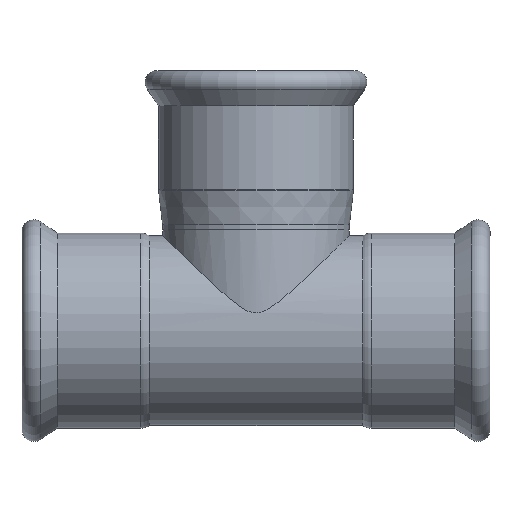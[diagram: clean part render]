
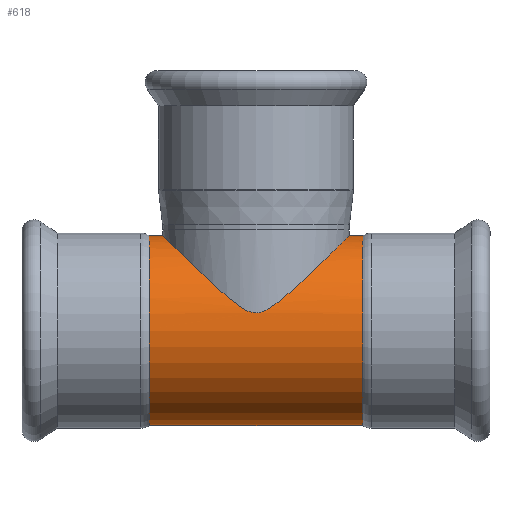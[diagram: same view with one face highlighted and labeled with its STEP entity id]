
A CAD part, front view. The second image highlights one B-rep face of the part: STEP entity #618.
In plain terms, the highlighted cylindrical face has radius 28 mm (diameter 56 mm), a full revolution.
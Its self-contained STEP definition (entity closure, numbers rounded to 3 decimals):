
#106=FACE_BOUND($,#206,.T.);
#107=FACE_BOUND($,#207,.T.);
#108=FACE_BOUND($,#208,.T.);
#155=B_SPLINE_CURVE_WITH_KNOTS($,3,(#1098,#1099,#1100,#1101,#1102,#1103,
#1104,#1105,#1106,#1107,#1108,#1109,#1110,#1111,#1112,#1113,#1114,#1115,
#1116,#1117,#1118,#1119,#1120,#1121,#1122,#1123,#1124,#1125,#1126,#1127,
#1128,#1129,#1130,#1131,#1132,#1133,#1134,#1135,#1136,#1137,#1138,#1139,
#1140,#1141,#1142,#1143,#1144,#1145,#1146,#1147,#1148,#1149,#1150,#1151,
#1152,#1153,#1154,#1155,#1156,#1157,#1158,#1159,#1160,#1161,#1162,#1163,
#1164,#1165,#1166,#1167,#1168,#1169,#1170,#1171,#1172,#1173,#1174,#1175,
#1176,#1177,#1178,#1179),.UNSPECIFIED.,.T.,.F.,(4,2,2,2,2,2,2,2,2,2,2,2,
2,2,2,2,2,2,2,2,2,2,2,2,2,2,2,2,2,2,2,2,2,2,2,2,2,2,2,2,4),(0.,0.174,
0.347,0.694,1.388,2.082,2.776,
3.343,3.909,4.476,5.042,5.609,
6.175,6.742,7.308,8.002,8.696,
9.39,9.737,9.911,10.084,10.258,
10.431,10.778,11.472,12.166,12.86,
13.427,13.993,14.56,15.126,15.693,
16.259,16.826,17.392,18.086,18.78,
19.474,19.821,19.995,20.168),
 .UNSPECIFIED.);
#206=EDGE_LOOP($,(#472));
#207=EDGE_LOOP($,(#473));
#208=EDGE_LOOP($,(#474));
#300=CIRCLE($,#678,28.);
#301=CIRCLE($,#679,28.);
#349=VERTEX_POINT($,#1097);
#350=VERTEX_POINT($,#1180);
#351=VERTEX_POINT($,#1182);
#406=EDGE_CURVE($,#349,#349,#155,.T.);
#407=EDGE_CURVE($,#350,#350,#300,.T.);
#408=EDGE_CURVE($,#351,#351,#301,.T.);
#472=ORIENTED_EDGE($,*,*,#406,.T.);
#473=ORIENTED_EDGE($,*,*,#407,.F.);
#474=ORIENTED_EDGE($,*,*,#408,.T.);
#603=CYLINDRICAL_SURFACE($,#677,28.);
#618=ADVANCED_FACE($,(#106,#107,#108),#603,.T.);
#677=AXIS2_PLACEMENT_3D($,#1096,#787,#788);
#678=AXIS2_PLACEMENT_3D($,#1181,#789,#790);
#679=AXIS2_PLACEMENT_3D($,#1183,#791,#792);
#787=DIRECTION('center_axis',(1.,0.,0.));
#788=DIRECTION('ref_axis',(0.,1.,0.));
#789=DIRECTION('center_axis',(1.,0.,0.));
#790=DIRECTION('ref_axis',(0.,1.,0.));
#791=DIRECTION('center_axis',(1.,0.,0.));
#792=DIRECTION('ref_axis',(0.,1.,0.));
#1096=CARTESIAN_POINT('Origin',(0.,0.,0.));
#1097=CARTESIAN_POINT('',(0.,27.5,5.268));
#1098=CARTESIAN_POINT('Ctrl Pts',(0.,27.5,5.268));
#1099=CARTESIAN_POINT('Ctrl Pts',(0.578,27.5,5.268));
#1100=CARTESIAN_POINT('Ctrl Pts',(1.098,27.482,5.361));
#1101=CARTESIAN_POINT('Ctrl Pts',(2.073,27.426,5.642));
#1102=CARTESIAN_POINT('Ctrl Pts',(2.527,27.387,5.83));
#1103=CARTESIAN_POINT('Ctrl Pts',(3.845,27.244,6.477));
#1104=CARTESIAN_POINT('Ctrl Pts',(4.66,27.115,7.011));
#1105=CARTESIAN_POINT('Ctrl Pts',(7.104,26.619,8.772));
#1106=CARTESIAN_POINT('Ctrl Pts',(8.694,26.148,10.139));
#1107=CARTESIAN_POINT('Ctrl Pts',(11.921,24.843,13.013));
#1108=CARTESIAN_POINT('Ctrl Pts',(13.529,24.013,14.509));
#1109=CARTESIAN_POINT('Ctrl Pts',(16.616,21.99,17.424));
#1110=CARTESIAN_POINT('Ctrl Pts',(18.094,20.797,18.842));
#1111=CARTESIAN_POINT('Ctrl Pts',(20.548,18.343,21.211));
#1112=CARTESIAN_POINT('Ctrl Pts',(21.628,17.072,22.26));
#1113=CARTESIAN_POINT('Ctrl Pts',(23.595,14.23,24.175));
#1114=CARTESIAN_POINT('Ctrl Pts',(24.482,12.658,25.042));
#1115=CARTESIAN_POINT('Ctrl Pts',(25.947,9.295,26.476));
#1116=CARTESIAN_POINT('Ctrl Pts',(26.526,7.498,27.044));
#1117=CARTESIAN_POINT('Ctrl Pts',(27.303,3.795,27.806));
#1118=CARTESIAN_POINT('Ctrl Pts',(27.5,1.888,28.));
#1119=CARTESIAN_POINT('Ctrl Pts',(27.5,-1.888,28.));
#1120=CARTESIAN_POINT('Ctrl Pts',(27.303,-3.795,27.806));
#1121=CARTESIAN_POINT('Ctrl Pts',(26.526,-7.498,27.044));
#1122=CARTESIAN_POINT('Ctrl Pts',(25.947,-9.295,26.476));
#1123=CARTESIAN_POINT('Ctrl Pts',(24.482,-12.658,25.042));
#1124=CARTESIAN_POINT('Ctrl Pts',(23.595,-14.23,24.175));
#1125=CARTESIAN_POINT('Ctrl Pts',(21.628,-17.072,22.26));
#1126=CARTESIAN_POINT('Ctrl Pts',(20.548,-18.343,21.211));
#1127=CARTESIAN_POINT('Ctrl Pts',(18.094,-20.797,18.842));
#1128=CARTESIAN_POINT('Ctrl Pts',(16.616,-21.99,17.424));
#1129=CARTESIAN_POINT('Ctrl Pts',(13.529,-24.013,14.509));
#1130=CARTESIAN_POINT('Ctrl Pts',(11.921,-24.843,13.013));
#1131=CARTESIAN_POINT('Ctrl Pts',(8.694,-26.148,10.139));
#1132=CARTESIAN_POINT('Ctrl Pts',(7.104,-26.619,8.772));
#1133=CARTESIAN_POINT('Ctrl Pts',(4.66,-27.115,7.011));
#1134=CARTESIAN_POINT('Ctrl Pts',(3.845,-27.244,6.477));
#1135=CARTESIAN_POINT('Ctrl Pts',(2.527,-27.387,5.83));
#1136=CARTESIAN_POINT('Ctrl Pts',(2.073,-27.426,5.642));
#1137=CARTESIAN_POINT('Ctrl Pts',(1.098,-27.482,5.361));
#1138=CARTESIAN_POINT('Ctrl Pts',(0.578,-27.5,5.268));
#1139=CARTESIAN_POINT('Ctrl Pts',(-0.578,-27.5,5.268));
#1140=CARTESIAN_POINT('Ctrl Pts',(-1.098,-27.482,5.361));
#1141=CARTESIAN_POINT('Ctrl Pts',(-2.073,-27.426,5.642));
#1142=CARTESIAN_POINT('Ctrl Pts',(-2.527,-27.387,5.83));
#1143=CARTESIAN_POINT('Ctrl Pts',(-3.845,-27.244,6.477));
#1144=CARTESIAN_POINT('Ctrl Pts',(-4.66,-27.115,7.011));
#1145=CARTESIAN_POINT('Ctrl Pts',(-7.104,-26.619,8.772));
#1146=CARTESIAN_POINT('Ctrl Pts',(-8.694,-26.148,10.139));
#1147=CARTESIAN_POINT('Ctrl Pts',(-11.921,-24.843,13.013));
#1148=CARTESIAN_POINT('Ctrl Pts',(-13.529,-24.013,14.509));
#1149=CARTESIAN_POINT('Ctrl Pts',(-16.616,-21.99,17.424));
#1150=CARTESIAN_POINT('Ctrl Pts',(-18.094,-20.797,18.842));
#1151=CARTESIAN_POINT('Ctrl Pts',(-20.548,-18.343,21.211));
#1152=CARTESIAN_POINT('Ctrl Pts',(-21.628,-17.072,22.26));
#1153=CARTESIAN_POINT('Ctrl Pts',(-23.595,-14.23,24.175));
#1154=CARTESIAN_POINT('Ctrl Pts',(-24.482,-12.658,25.042));
#1155=CARTESIAN_POINT('Ctrl Pts',(-25.947,-9.295,26.476));
#1156=CARTESIAN_POINT('Ctrl Pts',(-26.526,-7.498,27.044));
#1157=CARTESIAN_POINT('Ctrl Pts',(-27.303,-3.795,27.806));
#1158=CARTESIAN_POINT('Ctrl Pts',(-27.5,-1.888,28.));
#1159=CARTESIAN_POINT('Ctrl Pts',(-27.5,1.888,28.));
#1160=CARTESIAN_POINT('Ctrl Pts',(-27.303,3.795,27.806));
#1161=CARTESIAN_POINT('Ctrl Pts',(-26.526,7.498,27.044));
#1162=CARTESIAN_POINT('Ctrl Pts',(-25.947,9.295,26.476));
#1163=CARTESIAN_POINT('Ctrl Pts',(-24.482,12.658,25.042));
#1164=CARTESIAN_POINT('Ctrl Pts',(-23.595,14.23,24.175));
#1165=CARTESIAN_POINT('Ctrl Pts',(-21.628,17.072,22.26));
#1166=CARTESIAN_POINT('Ctrl Pts',(-20.548,18.343,21.211));
#1167=CARTESIAN_POINT('Ctrl Pts',(-18.094,20.797,18.842));
#1168=CARTESIAN_POINT('Ctrl Pts',(-16.616,21.99,17.424));
#1169=CARTESIAN_POINT('Ctrl Pts',(-13.529,24.013,14.509));
#1170=CARTESIAN_POINT('Ctrl Pts',(-11.921,24.843,13.013));
#1171=CARTESIAN_POINT('Ctrl Pts',(-8.694,26.148,10.139));
#1172=CARTESIAN_POINT('Ctrl Pts',(-7.104,26.619,8.772));
#1173=CARTESIAN_POINT('Ctrl Pts',(-4.66,27.115,7.011));
#1174=CARTESIAN_POINT('Ctrl Pts',(-3.845,27.244,6.477));
#1175=CARTESIAN_POINT('Ctrl Pts',(-2.527,27.387,5.83));
#1176=CARTESIAN_POINT('Ctrl Pts',(-2.073,27.426,5.642));
#1177=CARTESIAN_POINT('Ctrl Pts',(-1.098,27.482,5.361));
#1178=CARTESIAN_POINT('Ctrl Pts',(-0.578,27.5,5.268));
#1179=CARTESIAN_POINT('Ctrl Pts',(0.,27.5,5.268));
#1180=CARTESIAN_POINT('',(34.,28.,0.));
#1181=CARTESIAN_POINT('Origin',(34.,0.,0.));
#1182=CARTESIAN_POINT('',(-34.,28.,0.));
#1183=CARTESIAN_POINT('Origin',(-34.,0.,0.));
